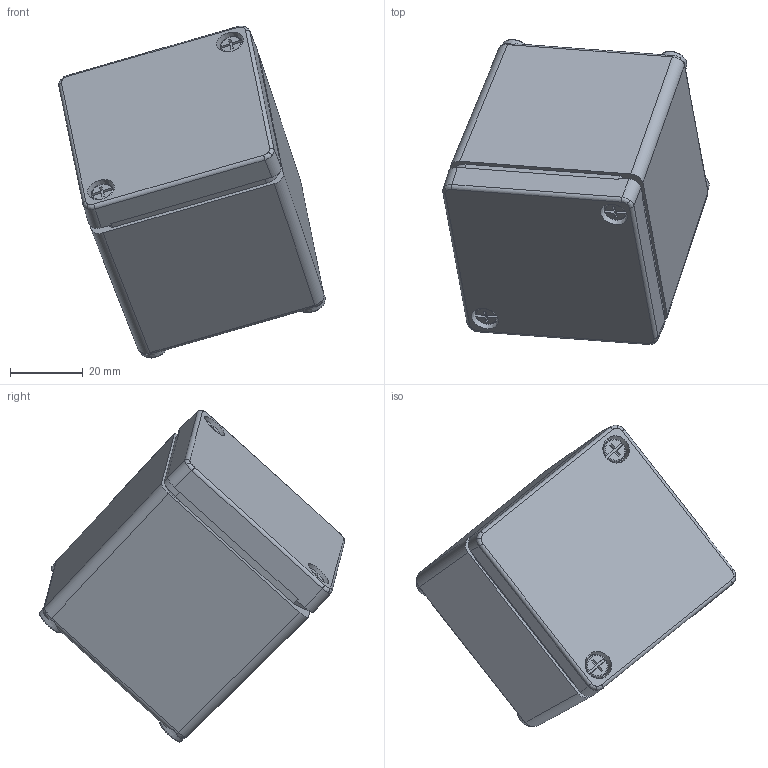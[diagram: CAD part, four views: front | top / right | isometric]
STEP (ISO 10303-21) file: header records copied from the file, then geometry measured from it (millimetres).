
FILE_DESCRIPTION(/* description */ ('Polyester-Gehäuse 55x55x59mm'),/* implementation_level */ '2;1');
FILE_NAME(/* name */ '07060606010-RST.stp',/* time_stamp */ '2021-09-02T14:13:49+02:00',/* author */ ('sl'),/* organization */ (''),/* preprocessor_version */ 'ST-DEVELOPER v16.5',/* originating_system */ 'Autodesk Inventor 2017',/* authorisation */ '');
FILE_SCHEMA (('AUTOMOTIVE_DESIGN { 1 0 10303 214 3 1 1 }'));
Length unit declared in the file: millimetre
Products named in the file (8): 07_060606_010; 07_060606_010_1; 07_060606_010_2; 07_060606_010_3; 86220_Standard; 21040-Unterteil_Standard; 86223_Standard; 07_060606_010_4
Assembly tree (10 placements, depth 3):
  07_060606_010
    07_060606_010_1
    07_060606_010_2
    07_060606_010_4  x2
    07_060606_010_3
      86220_Standard  x2
      86223_Standard  x2
      21040-Unterteil_Standard
Bounding box: 73 x 83.63 x 90.99 mm (x, y, z)
Volume: 77480.3 mm3; surface area: 42683.7 mm2
Topology: 9 solids, 9 shells, 404 faces, 1008 edges, 628 vertices
Faces by surface type: plane 166, cylinder 96, cone 58, bspline 46, torus 38
Full cylindrical faces by diameter (mm): 2.5 x4, 3.3 x2, 3.5 x2, 3.52 x2, 3.8 x2, 4 x2, 5 x2, 5.5 x2
Entity records: 10702 total; most frequent: CARTESIAN_POINT 3186, ORIENTED_EDGE 1524, DIRECTION 1484, EDGE_CURVE 762, AXIS2_PLACEMENT_3D 588, VERTEX_POINT 498, EDGE_LOOP 404, FACE_OUTER_BOUND 334
